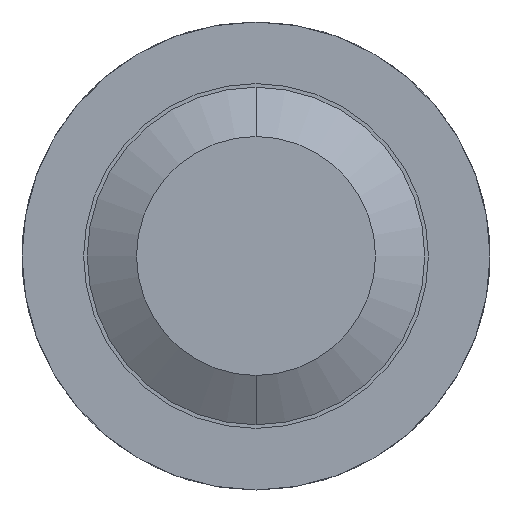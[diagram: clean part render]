
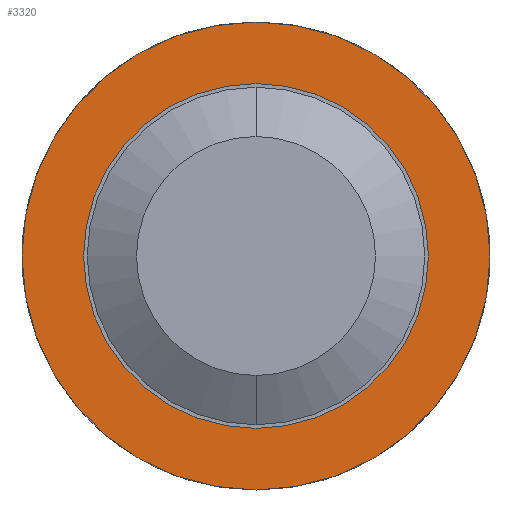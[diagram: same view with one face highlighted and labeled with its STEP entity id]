
A CAD part, front view. The second image highlights one B-rep face of the part: STEP entity #3320.
In plain terms, the highlighted planar face has unit normal (0, -1, 0).
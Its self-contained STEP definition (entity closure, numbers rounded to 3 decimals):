
#16 = CIRCLE ( 'NONE', #1694, 0.685 ) ;
#30 = ORIENTED_EDGE ( 'NONE', *, *, #1956, .F. ) ;
#87 = CARTESIAN_POINT ( 'NONE',  ( 0., -2.5, -0.685 ) ) ;
#368 = EDGE_LOOP ( 'NONE', ( #1837, #30 ) ) ;
#533 = CARTESIAN_POINT ( 'NONE',  ( 0., -2.5, 0. ) ) ;
#663 = FACE_BOUND ( 'NONE', #1427, .T. ) ;
#669 = AXIS2_PLACEMENT_3D ( 'NONE', #3165, #2909, #2060 ) ;
#675 = AXIS2_PLACEMENT_3D ( 'NONE', #1740, #2622, #3439 ) ;
#795 = VERTEX_POINT ( 'NONE', #87 ) ;
#829 = ORIENTED_EDGE ( 'NONE', *, *, #1481, .T. ) ;
#858 = VERTEX_POINT ( 'NONE', #2915 ) ;
#896 = AXIS2_PLACEMENT_3D ( 'NONE', #2167, #3315, #2753 ) ;
#957 = DIRECTION ( 'NONE',  ( 0., 0., 1. ) ) ;
#1018 = VERTEX_POINT ( 'NONE', #1678 ) ;
#1122 = EDGE_CURVE ( 'Defeature ausgef�hrt3_14+Defeature ausgef�hrt3_15+Defeature ausgef�hrt3_15+Defeature ausgef�hrt3_15', #3616, #858, #1337, .T. ) ;
#1154 = AXIS2_PLACEMENT_3D ( 'NONE', #2348, #2385, #957 ) ;
#1215 = FACE_OUTER_BOUND ( 'NONE', #368, .T. ) ;
#1337 = CIRCLE ( 'NONE', #669, 0.95 ) ;
#1427 = EDGE_LOOP ( 'NONE', ( #829, #3509 ) ) ;
#1481 = EDGE_CURVE ( 'Defeature ausgef�hrt3_15+Defeature ausgef�hrt3_9+Defeature ausgef�hrt3_9+Defeature ausgef�hrt3_9', #1018, #795, #16, .T. ) ;
#1626 = CIRCLE ( 'NONE', #896, 0.95 ) ;
#1631 = CARTESIAN_POINT ( 'NONE',  ( 0., -2.5, 0.95 ) ) ;
#1678 = CARTESIAN_POINT ( 'NONE',  ( 0., -2.5, 0.685 ) ) ;
#1694 = AXIS2_PLACEMENT_3D ( 'NONE', #533, #2208, #3352 ) ;
#1740 = CARTESIAN_POINT ( 'NONE',  ( 0.95, -2.5, 0. ) ) ;
#1837 = ORIENTED_EDGE ( 'NONE', *, *, #1122, .F. ) ;
#1956 = EDGE_CURVE ( 'Defeature ausgef�hrt3_14+Defeature ausgef�hrt3_15+Defeature ausgef�hrt3_15+Defeature ausgef�hrt3_15', #858, #3616, #1626, .T. ) ;
#2060 = DIRECTION ( 'NONE',  ( 0., 0., 1. ) ) ;
#2167 = CARTESIAN_POINT ( 'NONE',  ( 0., -2.5, 0. ) ) ;
#2208 = DIRECTION ( 'NONE',  ( 0., 1., 0. ) ) ;
#2348 = CARTESIAN_POINT ( 'NONE',  ( 0., -2.5, 0. ) ) ;
#2385 = DIRECTION ( 'NONE',  ( 0., 1., 0. ) ) ;
#2579 = EDGE_CURVE ( 'Defeature ausgef�hrt3_15+Defeature ausgef�hrt3_9+Defeature ausgef�hrt3_9+Defeature ausgef�hrt3_9', #795, #1018, #3663, .T. ) ;
#2622 = DIRECTION ( 'NONE',  ( 0., 1., 0. ) ) ;
#2753 = DIRECTION ( 'NONE',  ( 0., 0., 1. ) ) ;
#2909 = DIRECTION ( 'NONE',  ( 0., 1., 0. ) ) ;
#2915 = CARTESIAN_POINT ( 'NONE',  ( 0., -2.5, -0.95 ) ) ;
#2936 = PLANE ( 'NONE',  #675 ) ;
#3165 = CARTESIAN_POINT ( 'NONE',  ( 0., -2.5, 0. ) ) ;
#3315 = DIRECTION ( 'NONE',  ( 0., 1., 0. ) ) ;
#3320 = ADVANCED_FACE ( 'Defeature ausgef�hrt3_15', ( #1215, #663 ), #2936, .F. ) ;
#3352 = DIRECTION ( 'NONE',  ( 0., 0., 1. ) ) ;
#3439 = DIRECTION ( 'NONE',  ( 0., 0., 1. ) ) ;
#3509 = ORIENTED_EDGE ( 'NONE', *, *, #2579, .T. ) ;
#3616 = VERTEX_POINT ( 'NONE', #1631 ) ;
#3663 = CIRCLE ( 'NONE', #1154, 0.685 ) ;
